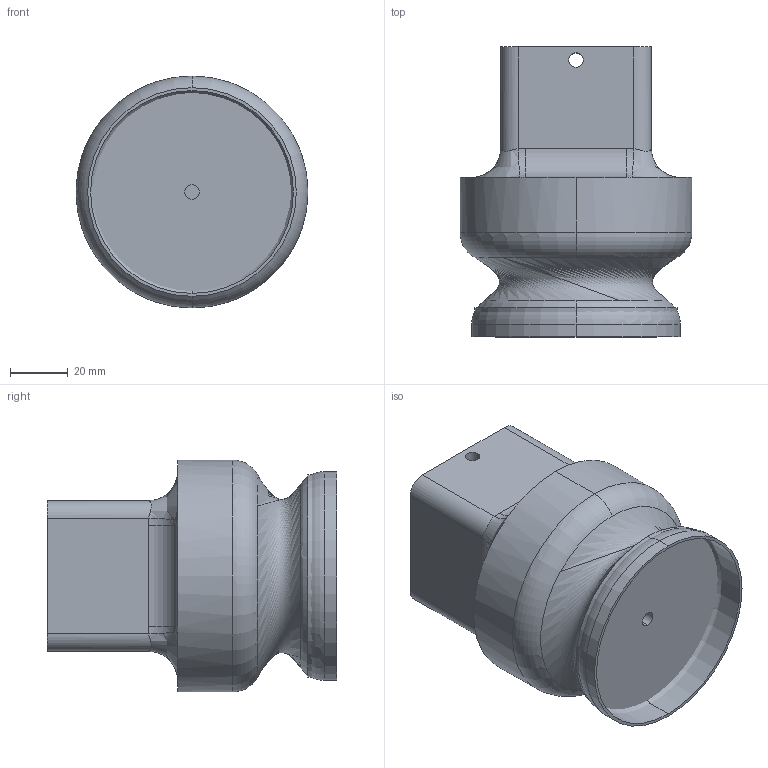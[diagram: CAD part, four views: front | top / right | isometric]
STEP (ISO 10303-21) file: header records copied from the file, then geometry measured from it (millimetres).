
FILE_DESCRIPTION (( 'STEP AP203' ), '1' );
FILE_NAME ('rotor_Default_sldprt.STEP', '2023-02-01T17:19:03', ( '' ), ( '' ), 'SwSTEP 2.0', 'SolidWorks 2022', '' );
FILE_SCHEMA (( 'CONFIG_CONTROL_DESIGN' ));
Length unit declared in the file: millimetre
Products named in the file (1): rotor_Default_sldprt
Bounding box: 80 x 100 x 80 mm (x, y, z)
Volume: 222431.1 mm3; surface area: 41779.8 mm2
Topology: 1 solids, 1 shells, 55 faces, 130 edges, 80 vertices
Faces by surface type: cylinder 20, plane 17, bspline 14, torus 4
Entity records: 2129 total; most frequent: CARTESIAN_POINT 798, DIRECTION 272, ORIENTED_EDGE 260, EDGE_CURVE 130, AXIS2_PLACEMENT_3D 114, VERTEX_POINT 80, CIRCLE 72, EDGE_LOOP 62
